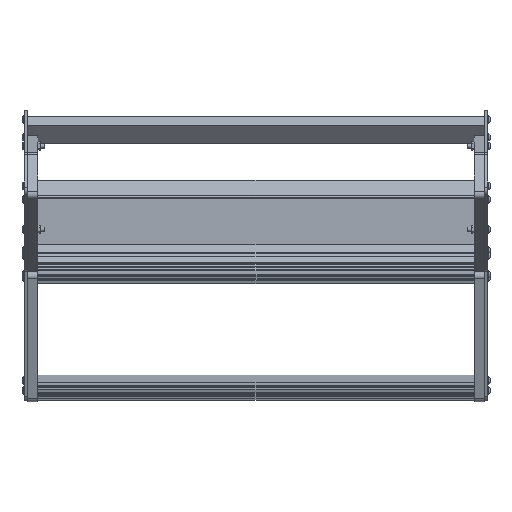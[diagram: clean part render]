
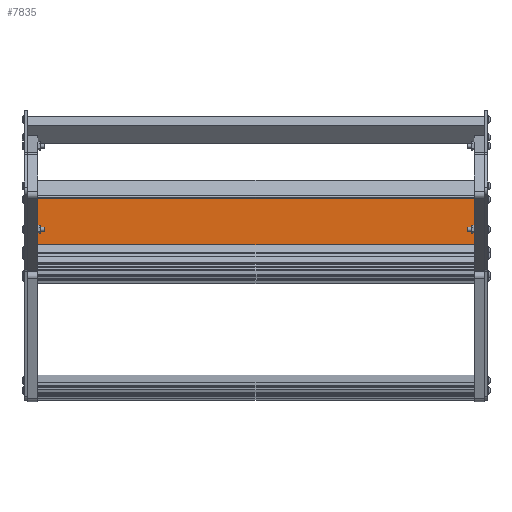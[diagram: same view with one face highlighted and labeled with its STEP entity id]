
A CAD part, top view. The second image highlights one B-rep face of the part: STEP entity #7835.
In plain terms, the highlighted planar face has unit normal (0, 0, 1).
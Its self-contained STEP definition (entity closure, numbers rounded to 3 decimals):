
#561=PLANE('',#8569);
#867=FACE_OUTER_BOUND('',#1334,.T.);
#1334=EDGE_LOOP('',(#5798,#5799,#5800,#5801));
#1887=LINE('',#12012,#2640);
#1891=LINE('',#12019,#2644);
#1892=LINE('',#12022,#2645);
#1893=LINE('',#12023,#2646);
#2640=VECTOR('',#9672,10.);
#2644=VECTOR('',#9678,10.);
#2645=VECTOR('',#9681,10.);
#2646=VECTOR('',#9682,10.);
#3705=VERTEX_POINT('',#12009);
#3706=VERTEX_POINT('',#12011);
#3708=VERTEX_POINT('',#12017);
#3709=VERTEX_POINT('',#12021);
#4493=EDGE_CURVE('',#3705,#3706,#1887,.T.);
#4497=EDGE_CURVE('',#3705,#3708,#1891,.T.);
#4498=EDGE_CURVE('',#3709,#3708,#1892,.T.);
#4499=EDGE_CURVE('',#3706,#3709,#1893,.T.);
#5798=ORIENTED_EDGE('',*,*,#4497,.T.);
#5799=ORIENTED_EDGE('',*,*,#4498,.F.);
#5800=ORIENTED_EDGE('',*,*,#4499,.F.);
#5801=ORIENTED_EDGE('',*,*,#4493,.F.);
#7835=ADVANCED_FACE('',(#867),#561,.T.);
#8569=AXIS2_PLACEMENT_3D('',#12020,#9679,#9680);
#9672=DIRECTION('',(0.,1.,0.));
#9678=DIRECTION('',(1.,0.,0.));
#9679=DIRECTION('center_axis',(0.,0.,1.));
#9680=DIRECTION('ref_axis',(0.,-1.,0.));
#9681=DIRECTION('',(0.,-1.,0.));
#9682=DIRECTION('',(1.,0.,0.));
#12009=CARTESIAN_POINT('',(-223.36,70.,11.));
#12011=CARTESIAN_POINT('',(-223.36,130.,11.));
#12012=CARTESIAN_POINT('',(-223.36,70.,11.));
#12017=CARTESIAN_POINT('',(223.36,70.,11.));
#12019=CARTESIAN_POINT('',(0.,70.,11.));
#12020=CARTESIAN_POINT('Origin',(0.,130.,11.));
#12021=CARTESIAN_POINT('',(223.36,130.,11.));
#12022=CARTESIAN_POINT('',(223.36,70.,11.));
#12023=CARTESIAN_POINT('',(0.,130.,11.));
